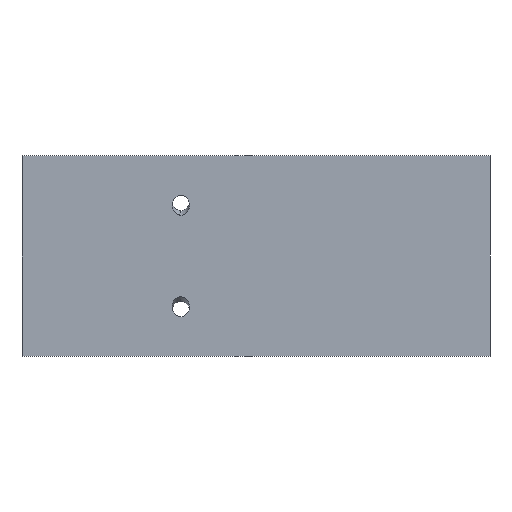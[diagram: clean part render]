
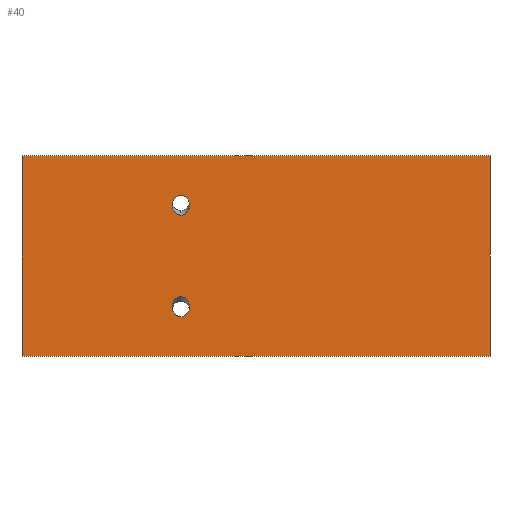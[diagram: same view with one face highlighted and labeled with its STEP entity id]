
A CAD part, left-side view. The second image highlights one B-rep face of the part: STEP entity #40.
In plain terms, the highlighted planar face has unit normal (-1, 0, 0).
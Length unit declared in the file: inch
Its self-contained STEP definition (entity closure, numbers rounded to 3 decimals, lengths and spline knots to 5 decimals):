
#5 = CARTESIAN_POINT ( 'NONE',  ( -0.25, 14., -6. ) ) ;
#9 = CARTESIAN_POINT ( 'NONE',  ( -0.25, 4.5, 3.62841 ) ) ;
#16 = ORIENTED_EDGE ( 'NONE', *, *, #106, .F. ) ;
#18 = CARTESIAN_POINT ( 'NONE',  ( -0.25, -14., -6. ) ) ;
#20 = EDGE_CURVE ( 'NONE', #325, #155, #310, .T. ) ;
#26 = DIRECTION ( 'NONE',  ( 0., 0., -1. ) ) ;
#32 = CARTESIAN_POINT ( 'NONE',  ( -0.25, 3.45, 3.62841 ) ) ;
#35 = ORIENTED_EDGE ( 'NONE', *, *, #198, .F. ) ;
#39 = ORIENTED_EDGE ( 'NONE', *, *, #160, .F. ) ;
#40 = ADVANCED_FACE ( 'NONE', ( #303, #56, #74 ), #286, .F. ) ;
#42 = EDGE_LOOP ( 'NONE', ( #35, #39, #65, #218 ) ) ;
#49 = CARTESIAN_POINT ( 'NONE',  ( -0.25, 0., 0. ) ) ;
#56 = FACE_BOUND ( 'NONE', #114, .T. ) ;
#57 = CARTESIAN_POINT ( 'NONE',  ( -0.25, 14., 6. ) ) ;
#60 = LINE ( 'NONE', #264, #283 ) ;
#64 = CARTESIAN_POINT ( 'NONE',  ( -0.25, 4.5, -2.44114 ) ) ;
#65 = ORIENTED_EDGE ( 'NONE', *, *, #127, .F. ) ;
#69 = CARTESIAN_POINT ( 'NONE',  ( -0.25, 4.5, -2.44114 ) ) ;
#74 = FACE_OUTER_BOUND ( 'NONE', #42, .T. ) ;
#78 = EDGE_CURVE ( 'NONE', #162, #201, #312, .T. ) ;
#89 = VERTEX_POINT ( 'NONE', #18 ) ;
#96 = ORIENTED_EDGE ( 'NONE', *, *, #119, .F. ) ;
#97 = CARTESIAN_POINT ( 'NONE',  ( -0.25, 5.55, -2.44114 ) ) ;
#105 = CARTESIAN_POINT ( 'NONE',  ( -0.25, -14., 6. ) ) ;
#106 = EDGE_CURVE ( 'NONE', #266, #116, #208, .T. ) ;
#107 = DIRECTION ( 'NONE',  ( 0., 0., -1. ) ) ;
#111 = CARTESIAN_POINT ( 'NONE',  ( -0.25, 4.5, 3.62841 ) ) ;
#114 = EDGE_LOOP ( 'NONE', ( #167, #268 ) ) ;
#116 = VERTEX_POINT ( 'NONE', #185 ) ;
#119 = EDGE_CURVE ( 'NONE', #116, #266, #285, .T. ) ;
#127 = EDGE_CURVE ( 'NONE', #201, #151, #290, .T. ) ;
#130 = DIRECTION ( 'NONE',  ( 1., 0., 0. ) ) ;
#131 = CARTESIAN_POINT ( 'NONE',  ( -0.25, -14., 6. ) ) ;
#149 = CARTESIAN_POINT ( 'NONE',  ( -0.25, 3.45, -3.62841 ) ) ;
#151 = VERTEX_POINT ( 'NONE', #131 ) ;
#155 = VERTEX_POINT ( 'NONE', #64 ) ;
#157 = CARTESIAN_POINT ( 'NONE',  ( -0.25, 5.55, 3.62841 ) ) ;
#159 = CARTESIAN_POINT ( 'NONE',  ( -0.25, 14., 6. ) ) ;
#160 = EDGE_CURVE ( 'NONE', #151, #89, #161, .T. ) ;
#161 = LINE ( 'NONE', #105, #256 ) ;
#162 = VERTEX_POINT ( 'NONE', #5 ) ;
#167 = ORIENTED_EDGE ( 'NONE', *, *, #278, .F. ) ;
#173 = DIRECTION ( 'NONE',  ( 0., 0., 1. ) ) ;
#178 = CARTESIAN_POINT ( 'NONE',  ( -0.25, 4.5, -3.62841 ) ) ;
#183 = CARTESIAN_POINT ( 'NONE',  ( -0.25, 4.5, 2.44114 ) ) ;
#185 = CARTESIAN_POINT ( 'NONE',  ( -0.25, 4.5, 3.62841 ) ) ;
#189 = DIRECTION ( 'NONE',  ( 0., 1., 0. ) ) ;
#198 = EDGE_CURVE ( 'NONE', #89, #162, #60, .T. ) ;
#200 = CARTESIAN_POINT ( 'NONE',  ( -0.25, 4.5, 2.44114 ) ) ;
#201 = VERTEX_POINT ( 'NONE', #159 ) ;
#202 = CARTESIAN_POINT ( 'NONE',  ( -0.25, 5.55, -3.62841 ) ) ;
#208 =( BOUNDED_CURVE ( )  B_SPLINE_CURVE ( 3, ( #233, #314, #32, #9 ),
 .UNSPECIFIED., .F., .F. ) 
 B_SPLINE_CURVE_WITH_KNOTS ( ( 4, 4 ),
 ( 3.14159, 6.28319 ),
 .UNSPECIFIED. ) 
 CURVE ( )  GEOMETRIC_REPRESENTATION_ITEM ( )  RATIONAL_B_SPLINE_CURVE ( ( 1., 0.333, 0.333, 1. ) ) 
 REPRESENTATION_ITEM ( '' )  );
#212 = CARTESIAN_POINT ( 'NONE',  ( -0.25, 14., 6. ) ) ;
#218 = ORIENTED_EDGE ( 'NONE', *, *, #78, .F. ) ;
#224 = CARTESIAN_POINT ( 'NONE',  ( -0.25, 4.5, -2.44114 ) ) ;
#229 = VECTOR ( 'NONE', #173, 39.37008 ) ;
#233 = CARTESIAN_POINT ( 'NONE',  ( -0.25, 4.5, 2.44114 ) ) ;
#247 = AXIS2_PLACEMENT_3D ( 'NONE', #49, #130, #26 ) ;
#250 = CARTESIAN_POINT ( 'NONE',  ( -0.25, 3.45, -2.44114 ) ) ;
#256 = VECTOR ( 'NONE', #107, 39.37008 ) ;
#259 = CARTESIAN_POINT ( 'NONE',  ( -0.25, 5.55, 2.44114 ) ) ;
#264 = CARTESIAN_POINT ( 'NONE',  ( -0.25, 14., -6. ) ) ;
#266 = VERTEX_POINT ( 'NONE', #200 ) ;
#268 = ORIENTED_EDGE ( 'NONE', *, *, #20, .F. ) ;
#274 = EDGE_LOOP ( 'NONE', ( #16, #96 ) ) ;
#278 = EDGE_CURVE ( 'NONE', #155, #325, #287, .T. ) ;
#283 = VECTOR ( 'NONE', #189, 39.37008 ) ;
#285 =( BOUNDED_CURVE ( )  B_SPLINE_CURVE ( 3, ( #111, #157, #259, #183 ),
 .UNSPECIFIED., .F., .F. ) 
 B_SPLINE_CURVE_WITH_KNOTS ( ( 4, 4 ),
 ( 0., 3.14159 ),
 .UNSPECIFIED. ) 
 CURVE ( )  GEOMETRIC_REPRESENTATION_ITEM ( )  RATIONAL_B_SPLINE_CURVE ( ( 1., 0.333, 0.333, 1. ) ) 
 REPRESENTATION_ITEM ( '' )  );
#286 = PLANE ( 'NONE',  #247 ) ;
#287 =( BOUNDED_CURVE ( )  B_SPLINE_CURVE ( 3, ( #69, #97, #202, #299 ),
 .UNSPECIFIED., .F., .F. ) 
 B_SPLINE_CURVE_WITH_KNOTS ( ( 4, 4 ),
 ( 0., 3.14159 ),
 .UNSPECIFIED. ) 
 CURVE ( )  GEOMETRIC_REPRESENTATION_ITEM ( )  RATIONAL_B_SPLINE_CURVE ( ( 1., 0.333, 0.333, 1. ) ) 
 REPRESENTATION_ITEM ( '' )  );
#290 = LINE ( 'NONE', #212, #318 ) ;
#299 = CARTESIAN_POINT ( 'NONE',  ( -0.25, 4.5, -3.62841 ) ) ;
#303 = FACE_BOUND ( 'NONE', #274, .T. ) ;
#310 =( BOUNDED_CURVE ( )  B_SPLINE_CURVE ( 3, ( #337, #149, #250, #224 ),
 .UNSPECIFIED., .F., .T. ) 
 B_SPLINE_CURVE_WITH_KNOTS ( ( 4, 4 ),
 ( 3.14159, 6.28319 ),
 .UNSPECIFIED. ) 
 CURVE ( )  GEOMETRIC_REPRESENTATION_ITEM ( )  RATIONAL_B_SPLINE_CURVE ( ( 1., 0.333, 0.333, 1. ) ) 
 REPRESENTATION_ITEM ( '' )  );
#312 = LINE ( 'NONE', #57, #229 ) ;
#314 = CARTESIAN_POINT ( 'NONE',  ( -0.25, 3.45, 2.44114 ) ) ;
#316 = DIRECTION ( 'NONE',  ( 0., -1., 0. ) ) ;
#318 = VECTOR ( 'NONE', #316, 39.37008 ) ;
#325 = VERTEX_POINT ( 'NONE', #178 ) ;
#337 = CARTESIAN_POINT ( 'NONE',  ( -0.25, 4.5, -3.62841 ) ) ;
